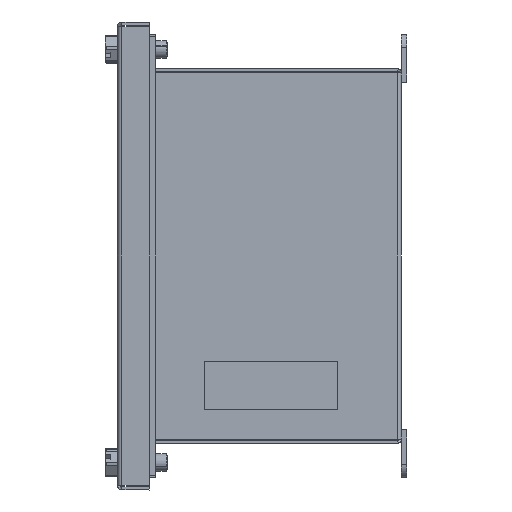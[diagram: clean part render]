
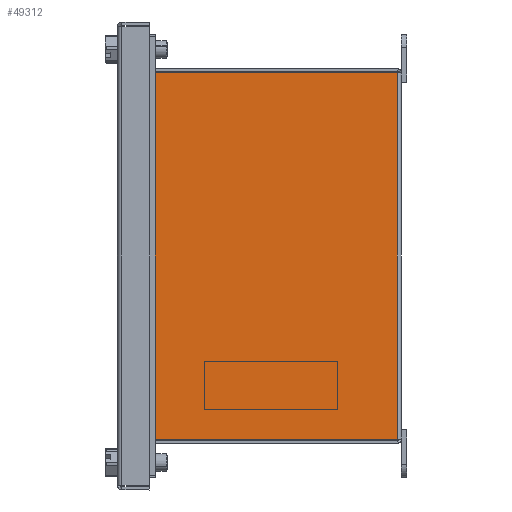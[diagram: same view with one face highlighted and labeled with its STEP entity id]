
A CAD part, left-side view. The second image highlights one B-rep face of the part: STEP entity #49312.
In plain terms, the highlighted planar face has unit normal (-1, 0, 0).
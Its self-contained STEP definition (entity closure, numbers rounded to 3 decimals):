
#985 = ORIENTED_EDGE ( 'NONE', *, *, #70000, .T. ) ;
#2060 = PLANE ( 'NONE',  #23173 ) ;
#6483 = EDGE_CURVE ( 'NONE', #40615, #58969, #68586, .T. ) ;
#14220 = FACE_OUTER_BOUND ( 'NONE', #66727, .T. ) ;
#14276 = CARTESIAN_POINT ( 'NONE',  ( -160., 1.5, 68.5 ) ) ;
#16277 = CARTESIAN_POINT ( 'NONE',  ( -160., 98.5, -68.5 ) ) ;
#20598 = EDGE_CURVE ( 'NONE', #58969, #56082, #43430, .T. ) ;
#21132 = EDGE_CURVE ( 'NONE', #50453, #40615, #33327, .T. ) ;
#21310 = CARTESIAN_POINT ( 'NONE',  ( -160., 99., -68.5 ) ) ;
#21800 = CARTESIAN_POINT ( 'NONE',  ( -160., 98.5, -68.5 ) ) ;
#23173 = AXIS2_PLACEMENT_3D ( 'NONE', #70737, #37915, #26267 ) ;
#25552 = VECTOR ( 'NONE', #56192, 1000. ) ;
#26267 = DIRECTION ( 'NONE',  ( 0., -1., 0. ) ) ;
#30076 = ORIENTED_EDGE ( 'NONE', *, *, #20598, .F. ) ;
#31731 = CARTESIAN_POINT ( 'NONE',  ( -160., 1., 68.5 ) ) ;
#33210 = LINE ( 'NONE', #44182, #41086 ) ;
#33327 = LINE ( 'NONE', #21310, #58844 ) ;
#37915 = DIRECTION ( 'NONE',  ( -1., 0., 0. ) ) ;
#37985 = CARTESIAN_POINT ( 'NONE',  ( -160., 1.5, -68.5 ) ) ;
#38562 = VECTOR ( 'NONE', #66369, 1000. ) ;
#40615 = VERTEX_POINT ( 'NONE', #21800 ) ;
#41086 = VECTOR ( 'NONE', #44934, 1000. ) ;
#43430 = LINE ( 'NONE', #31731, #38562 ) ;
#44182 = CARTESIAN_POINT ( 'NONE',  ( -160., 1.5, 68.5 ) ) ;
#44934 = DIRECTION ( 'NONE',  ( 0., 0., 1. ) ) ;
#48214 = ORIENTED_EDGE ( 'NONE', *, *, #6483, .F. ) ;
#49312 = ADVANCED_FACE ( 'NONE', ( #14220 ), #2060, .T. ) ;
#50453 = VERTEX_POINT ( 'NONE', #37985 ) ;
#54907 = ORIENTED_EDGE ( 'NONE', *, *, #21132, .F. ) ;
#56082 = VERTEX_POINT ( 'NONE', #14276 ) ;
#56192 = DIRECTION ( 'NONE',  ( 0., 0., 1. ) ) ;
#56310 = DIRECTION ( 'NONE',  ( 0., 1., 0. ) ) ;
#58844 = VECTOR ( 'NONE', #56310, 1000. ) ;
#58969 = VERTEX_POINT ( 'NONE', #65651 ) ;
#65651 = CARTESIAN_POINT ( 'NONE',  ( -160., 98.5, 68.5 ) ) ;
#66369 = DIRECTION ( 'NONE',  ( 0., -1., 0. ) ) ;
#66727 = EDGE_LOOP ( 'NONE', ( #30076, #48214, #54907, #985 ) ) ;
#68586 = LINE ( 'NONE', #16277, #25552 ) ;
#70000 = EDGE_CURVE ( 'NONE', #50453, #56082, #33210, .T. ) ;
#70737 = CARTESIAN_POINT ( 'NONE',  ( -160., 1., 68.5 ) ) ;
